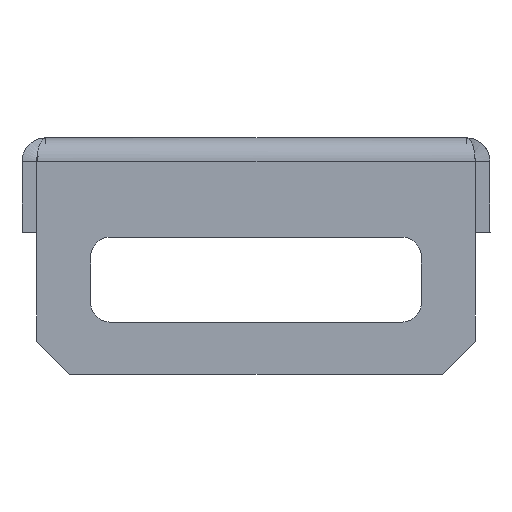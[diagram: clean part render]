
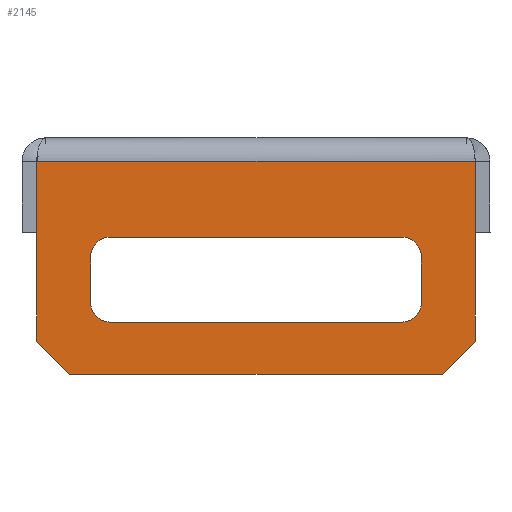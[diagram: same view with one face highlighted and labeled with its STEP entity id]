
A CAD part, left-side view. The second image highlights one B-rep face of the part: STEP entity #2145.
In plain terms, the highlighted planar face has unit normal (-1, 0, 0).
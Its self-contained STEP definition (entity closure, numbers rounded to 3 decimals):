
#91 = CARTESIAN_POINT ( 'NONE',  ( -206., 17.5, -12.6 ) ) ;
#126 = LINE ( 'NONE', #504, #1159 ) ;
#146 = ORIENTED_EDGE ( 'NONE', *, *, #1765, .T. ) ;
#187 = EDGE_CURVE ( 'NONE', #452, #742, #1191, .T. ) ;
#214 = DIRECTION ( 'NONE',  ( 0., 0., -1. ) ) ;
#244 = EDGE_CURVE ( 'NONE', #962, #1239, #1810, .T. ) ;
#275 = DIRECTION ( 'NONE',  ( 0., -1., 0. ) ) ;
#283 = DIRECTION ( 'NONE',  ( 0., 0., 1. ) ) ;
#334 = DIRECTION ( 'NONE',  ( 0., 1., 0. ) ) ;
#341 = DIRECTION ( 'NONE',  ( 0., 0., -1. ) ) ;
#394 = DIRECTION ( 'NONE',  ( 1., 0., 0. ) ) ;
#400 = VECTOR ( 'NONE', #1942, 1000. ) ;
#436 = CARTESIAN_POINT ( 'NONE',  ( -206., -15.4, -10.5 ) ) ;
#439 = CARTESIAN_POINT ( 'NONE',  ( -206., -23.179, -25. ) ) ;
#450 = DIRECTION ( 'NONE',  ( 0., 0., -1. ) ) ;
#452 = VERTEX_POINT ( 'NONE', #857 ) ;
#493 = LINE ( 'NONE', #1087, #640 ) ;
#497 = CARTESIAN_POINT ( 'NONE',  ( -206., 23.179, -21.5 ) ) ;
#502 = CARTESIAN_POINT ( 'NONE',  ( -206., 15.4, -19.5 ) ) ;
#504 = CARTESIAN_POINT ( 'NONE',  ( -206., -23.179, -21.5 ) ) ;
#522 = PLANE ( 'NONE',  #2206 ) ;
#527 = CARTESIAN_POINT ( 'NONE',  ( -206., 17.5, -17.4 ) ) ;
#568 = AXIS2_PLACEMENT_3D ( 'NONE', #603, #1022, #214 ) ;
#569 = LINE ( 'NONE', #91, #976 ) ;
#570 = CARTESIAN_POINT ( 'NONE',  ( -206., -23.179, -21.5 ) ) ;
#587 = VERTEX_POINT ( 'NONE', #1710 ) ;
#592 = VERTEX_POINT ( 'NONE', #1693 ) ;
#603 = CARTESIAN_POINT ( 'NONE',  ( -206., 15.4, -12.6 ) ) ;
#637 = EDGE_CURVE ( 'NONE', #1195, #452, #1374, .T. ) ;
#638 = FACE_BOUND ( 'NONE', #1994, .T. ) ;
#640 = VECTOR ( 'NONE', #1268, 1000. ) ;
#676 = VECTOR ( 'NONE', #341, 1000. ) ;
#698 = CARTESIAN_POINT ( 'NONE',  ( -206., 2084.75, -25. ) ) ;
#718 = ORIENTED_EDGE ( 'NONE', *, *, #637, .T. ) ;
#734 = DIRECTION ( 'NONE',  ( 0., -0.707, 0.707 ) ) ;
#736 = DIRECTION ( 'NONE',  ( 0., 0., -1. ) ) ;
#742 = VERTEX_POINT ( 'NONE', #784 ) ;
#784 = CARTESIAN_POINT ( 'NONE',  ( -206., -15.4, -19.5 ) ) ;
#788 = CARTESIAN_POINT ( 'NONE',  ( -206., 19.679, -25. ) ) ;
#849 = FACE_OUTER_BOUND ( 'NONE', #903, .T. ) ;
#854 = CARTESIAN_POINT ( 'NONE',  ( -206., 2084.75, -2.5 ) ) ;
#857 = CARTESIAN_POINT ( 'NONE',  ( -206., -17.5, -17.4 ) ) ;
#878 = EDGE_CURVE ( 'NONE', #592, #1197, #1620, .T. ) ;
#903 = EDGE_LOOP ( 'NONE', ( #1366, #1572, #2414, #2352, #1675, #1787 ) ) ;
#952 = CIRCLE ( 'NONE', #1785, 2.1 ) ;
#962 = VERTEX_POINT ( 'NONE', #497 ) ;
#975 = AXIS2_PLACEMENT_3D ( 'NONE', #2507, #2296, #1498 ) ;
#976 = VECTOR ( 'NONE', #283, 1000. ) ;
#1013 = EDGE_CURVE ( 'NONE', #1764, #1204, #493, .T. ) ;
#1022 = DIRECTION ( 'NONE',  ( 1., 0., 0. ) ) ;
#1054 = EDGE_CURVE ( 'NONE', #587, #1197, #126, .T. ) ;
#1059 = CARTESIAN_POINT ( 'NONE',  ( -206., 23.179, -2.5 ) ) ;
#1083 = ORIENTED_EDGE ( 'NONE', *, *, #2429, .T. ) ;
#1087 = CARTESIAN_POINT ( 'NONE',  ( -206., 15.4, -10.5 ) ) ;
#1094 = DIRECTION ( 'NONE',  ( 1., 0., 0. ) ) ;
#1097 = EDGE_CURVE ( 'NONE', #1481, #2325, #952, .T. ) ;
#1104 = VECTOR ( 'NONE', #450, 1000. ) ;
#1110 = ORIENTED_EDGE ( 'NONE', *, *, #187, .T. ) ;
#1131 = VECTOR ( 'NONE', #1971, 1000. ) ;
#1135 = ORIENTED_EDGE ( 'NONE', *, *, #1097, .T. ) ;
#1159 = VECTOR ( 'NONE', #734, 1000. ) ;
#1191 = CIRCLE ( 'NONE', #1665, 2.1 ) ;
#1195 = VERTEX_POINT ( 'NONE', #1352 ) ;
#1197 = VERTEX_POINT ( 'NONE', #570 ) ;
#1204 = VERTEX_POINT ( 'NONE', #436 ) ;
#1224 = CARTESIAN_POINT ( 'NONE',  ( -206., 23.179, -25. ) ) ;
#1239 = VERTEX_POINT ( 'NONE', #2194 ) ;
#1268 = DIRECTION ( 'NONE',  ( 0., -1., 0. ) ) ;
#1282 = CARTESIAN_POINT ( 'NONE',  ( -206., -17.5, -12.6 ) ) ;
#1315 = CIRCLE ( 'NONE', #568, 2.1 ) ;
#1352 = CARTESIAN_POINT ( 'NONE',  ( -206., -17.5, -12.6 ) ) ;
#1354 = EDGE_CURVE ( 'NONE', #962, #1384, #2373, .T. ) ;
#1366 = ORIENTED_EDGE ( 'NONE', *, *, #1354, .F. ) ;
#1374 = LINE ( 'NONE', #1282, #676 ) ;
#1384 = VERTEX_POINT ( 'NONE', #1059 ) ;
#1436 = LINE ( 'NONE', #1732, #400 ) ;
#1481 = VERTEX_POINT ( 'NONE', #502 ) ;
#1496 = VECTOR ( 'NONE', #275, 1000. ) ;
#1498 = DIRECTION ( 'NONE',  ( 0., 0., 1. ) ) ;
#1572 = ORIENTED_EDGE ( 'NONE', *, *, #244, .T. ) ;
#1620 = LINE ( 'NONE', #439, #1104 ) ;
#1631 = DIRECTION ( 'NONE',  ( 0., 0., 1. ) ) ;
#1649 = VECTOR ( 'NONE', #334, 1000. ) ;
#1665 = AXIS2_PLACEMENT_3D ( 'NONE', #1947, #394, #2384 ) ;
#1675 = ORIENTED_EDGE ( 'NONE', *, *, #878, .F. ) ;
#1677 = EDGE_CURVE ( 'NONE', #1239, #587, #1436, .T. ) ;
#1693 = CARTESIAN_POINT ( 'NONE',  ( -206., -23.179, -2.5 ) ) ;
#1710 = CARTESIAN_POINT ( 'NONE',  ( -206., -19.679, -25. ) ) ;
#1732 = CARTESIAN_POINT ( 'NONE',  ( -206., 2084.75, -25. ) ) ;
#1764 = VERTEX_POINT ( 'NONE', #2354 ) ;
#1765 = EDGE_CURVE ( 'NONE', #2428, #1764, #1315, .T. ) ;
#1767 = CIRCLE ( 'NONE', #975, 2.1 ) ;
#1785 = AXIS2_PLACEMENT_3D ( 'NONE', #2275, #1094, #2485 ) ;
#1787 = ORIENTED_EDGE ( 'NONE', *, *, #2013, .F. ) ;
#1810 = LINE ( 'NONE', #788, #1131 ) ;
#1866 = LINE ( 'NONE', #2107, #1649 ) ;
#1869 = VECTOR ( 'NONE', #1631, 1000. ) ;
#1942 = DIRECTION ( 'NONE',  ( 0., -1., 0. ) ) ;
#1947 = CARTESIAN_POINT ( 'NONE',  ( -206., -15.4, -17.4 ) ) ;
#1971 = DIRECTION ( 'NONE',  ( 0., -0.707, -0.707 ) ) ;
#1994 = EDGE_LOOP ( 'NONE', ( #2455, #146, #2123, #1083, #718, #1110, #2127, #1135 ) ) ;
#2013 = EDGE_CURVE ( 'NONE', #1384, #592, #2048, .T. ) ;
#2036 = EDGE_CURVE ( 'NONE', #2325, #2428, #569, .T. ) ;
#2048 = LINE ( 'NONE', #854, #1496 ) ;
#2094 = CARTESIAN_POINT ( 'NONE',  ( -206., 17.5, -12.6 ) ) ;
#2107 = CARTESIAN_POINT ( 'NONE',  ( -206., 15.4, -19.5 ) ) ;
#2123 = ORIENTED_EDGE ( 'NONE', *, *, #1013, .T. ) ;
#2127 = ORIENTED_EDGE ( 'NONE', *, *, #2237, .T. ) ;
#2145 = ADVANCED_FACE ( 'NONE', ( #638, #849 ), #522, .F. ) ;
#2194 = CARTESIAN_POINT ( 'NONE',  ( -206., 19.679, -25. ) ) ;
#2206 = AXIS2_PLACEMENT_3D ( 'NONE', #698, #2505, #736 ) ;
#2237 = EDGE_CURVE ( 'NONE', #742, #1481, #1866, .T. ) ;
#2275 = CARTESIAN_POINT ( 'NONE',  ( -206., 15.4, -17.4 ) ) ;
#2296 = DIRECTION ( 'NONE',  ( 1., 0., 0. ) ) ;
#2325 = VERTEX_POINT ( 'NONE', #527 ) ;
#2352 = ORIENTED_EDGE ( 'NONE', *, *, #1054, .T. ) ;
#2354 = CARTESIAN_POINT ( 'NONE',  ( -206., 15.4, -10.5 ) ) ;
#2373 = LINE ( 'NONE', #1224, #1869 ) ;
#2384 = DIRECTION ( 'NONE',  ( 0., 0., -1. ) ) ;
#2414 = ORIENTED_EDGE ( 'NONE', *, *, #1677, .T. ) ;
#2428 = VERTEX_POINT ( 'NONE', #2094 ) ;
#2429 = EDGE_CURVE ( 'NONE', #1204, #1195, #1767, .T. ) ;
#2455 = ORIENTED_EDGE ( 'NONE', *, *, #2036, .T. ) ;
#2485 = DIRECTION ( 'NONE',  ( 0., 0., 1. ) ) ;
#2505 = DIRECTION ( 'NONE',  ( 1., 0., 0. ) ) ;
#2507 = CARTESIAN_POINT ( 'NONE',  ( -206., -15.4, -12.6 ) ) ;
